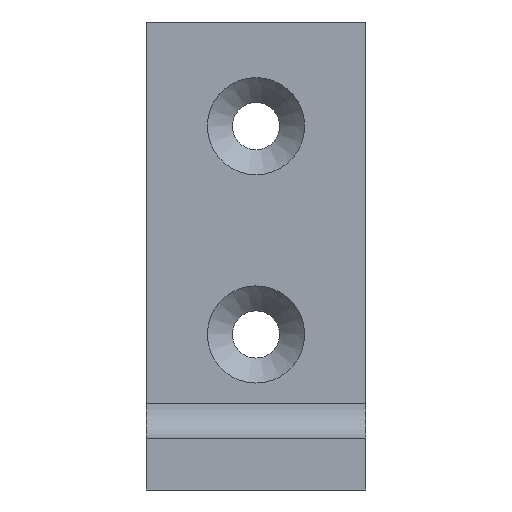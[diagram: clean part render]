
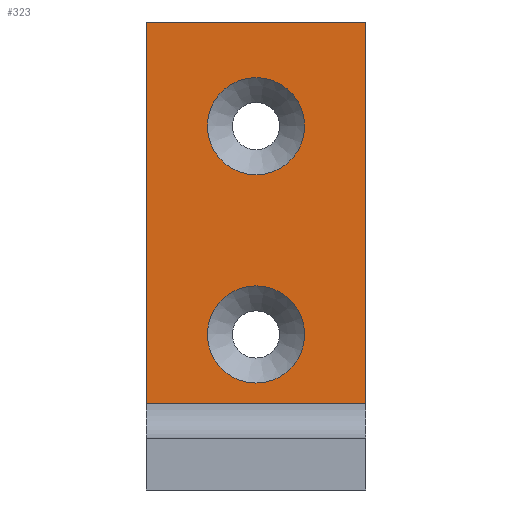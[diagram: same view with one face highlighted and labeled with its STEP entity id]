
A CAD part, front view. The second image highlights one B-rep face of the part: STEP entity #323.
In plain terms, the highlighted planar face has unit normal (0, -1, 0).
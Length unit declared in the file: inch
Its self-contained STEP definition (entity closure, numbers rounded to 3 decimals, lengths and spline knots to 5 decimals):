
#15=FACE_BOUND('',#54,.T.);
#16=FACE_BOUND('',#55,.T.);
#23=PLANE('',#367);
#36=FACE_OUTER_BOUND('',#53,.T.);
#53=EDGE_LOOP('',(#234,#235,#236,#237));
#54=EDGE_LOOP('',(#238));
#55=EDGE_LOOP('',(#239));
#79=LINE('',#511,#108);
#80=LINE('',#513,#109);
#81=LINE('',#515,#110);
#82=LINE('',#516,#111);
#108=VECTOR('',#414,0.3937);
#109=VECTOR('',#415,0.3937);
#110=VECTOR('',#416,0.3937);
#111=VECTOR('',#417,0.3937);
#136=CIRCLE('',#364,0.175);
#139=CIRCLE('',#368,0.175);
#154=VERTEX_POINT('',#501);
#157=VERTEX_POINT('',#509);
#158=VERTEX_POINT('',#510);
#159=VERTEX_POINT('',#512);
#160=VERTEX_POINT('',#514);
#161=VERTEX_POINT('',#517);
#184=EDGE_CURVE('',#154,#154,#136,.T.);
#188=EDGE_CURVE('',#157,#158,#79,.T.);
#189=EDGE_CURVE('',#157,#159,#80,.T.);
#190=EDGE_CURVE('',#160,#159,#81,.T.);
#191=EDGE_CURVE('',#158,#160,#82,.T.);
#192=EDGE_CURVE('',#161,#161,#139,.T.);
#234=ORIENTED_EDGE('',*,*,#188,.F.);
#235=ORIENTED_EDGE('',*,*,#189,.T.);
#236=ORIENTED_EDGE('',*,*,#190,.F.);
#237=ORIENTED_EDGE('',*,*,#191,.F.);
#238=ORIENTED_EDGE('',*,*,#192,.F.);
#239=ORIENTED_EDGE('',*,*,#184,.F.);
#323=ADVANCED_FACE('',(#36,#15,#16),#23,.T.);
#364=AXIS2_PLACEMENT_3D('',#502,#405,#406);
#367=AXIS2_PLACEMENT_3D('',#508,#412,#413);
#368=AXIS2_PLACEMENT_3D('',#518,#418,#419);
#405=DIRECTION('center_axis',(0.,-1.,0.));
#406=DIRECTION('ref_axis',(-1.,0.,0.));
#412=DIRECTION('center_axis',(0.,-1.,0.));
#413=DIRECTION('ref_axis',(1.,0.,0.));
#414=DIRECTION('',(-1.,0.,0.));
#415=DIRECTION('',(0.,0.,1.));
#416=DIRECTION('',(1.,0.,0.));
#417=DIRECTION('',(0.,0.,1.));
#418=DIRECTION('center_axis',(0.,-1.,0.));
#419=DIRECTION('ref_axis',(-1.,0.,0.));
#501=CARTESIAN_POINT('',(0.57,3.,0.5));
#502=CARTESIAN_POINT('Origin',(0.395,3.,0.5));
#508=CARTESIAN_POINT('Origin',(0.,3.,0.125));
#509=CARTESIAN_POINT('',(0.79,3.,0.25));
#510=CARTESIAN_POINT('',(0.,3.,0.25));
#511=CARTESIAN_POINT('',(0.1975,3.,0.25));
#512=CARTESIAN_POINT('',(0.79,3.,1.625));
#513=CARTESIAN_POINT('',(0.79,3.,0.125));
#514=CARTESIAN_POINT('',(0.,3.,1.625));
#515=CARTESIAN_POINT('',(0.,3.,1.625));
#516=CARTESIAN_POINT('',(0.,3.,0.125));
#517=CARTESIAN_POINT('',(0.57,3.,1.25));
#518=CARTESIAN_POINT('Origin',(0.395,3.,1.25));
